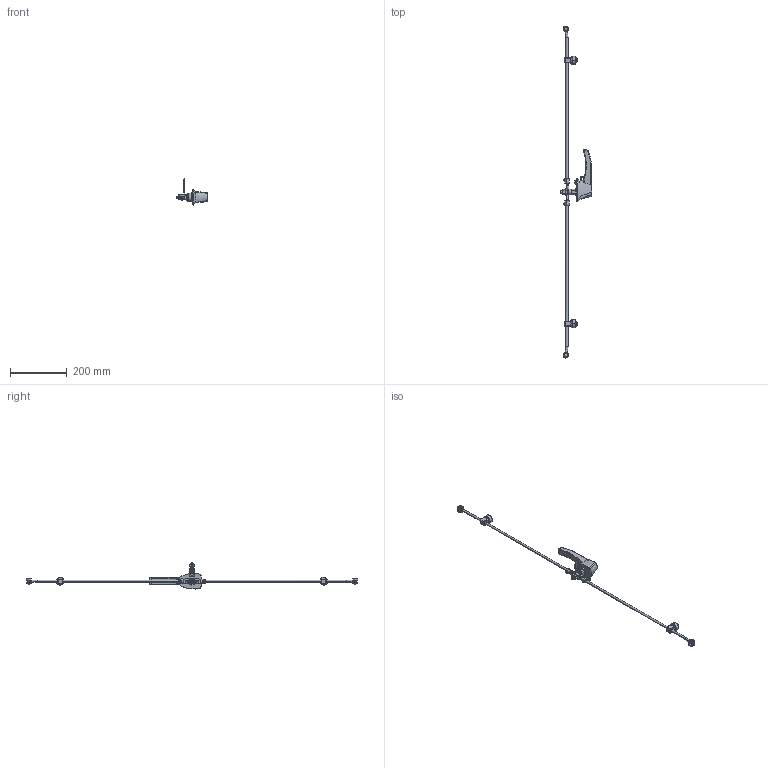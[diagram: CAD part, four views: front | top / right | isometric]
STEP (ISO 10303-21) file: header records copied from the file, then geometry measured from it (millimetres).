
FILE_DESCRIPTION (( 'STEP AP214' ), '1' );
FILE_NAME ('MHKL2SS.STEP', '2019-07-17T19:33:45', ( '' ), ( '' ), 'SwSTEP 2.0', 'SolidWorks 2018', '' );
FILE_SCHEMA (( 'AUTOMOTIVE_DESIGN' ));
Length unit declared in the file: inch
Products named in the file (1): MHKL2SS
Bounding box: 111.71 x 1166.14 x 91.38 mm (x, y, z)
Volume: 274301.2 mm3; surface area: 90118.7 mm2
Topology: 30 solids, 30 shells, 542 faces, 1268 edges, 797 vertices
Faces by surface type: plane 240, cylinder 213, bspline 79, cone 10
Entity records: 32948 total; most frequent: CARTESIAN_POINT 13512, ORIENTED_EDGE 2500, DIRECTION 2390, EDGE_CURVE 1250, AXIS2_PLACEMENT_3D 892, VERTEX_POINT 797, EDGE_LOOP 621, LINE 606
